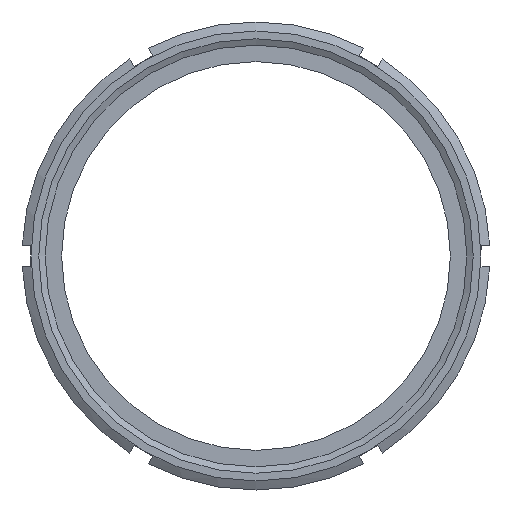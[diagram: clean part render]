
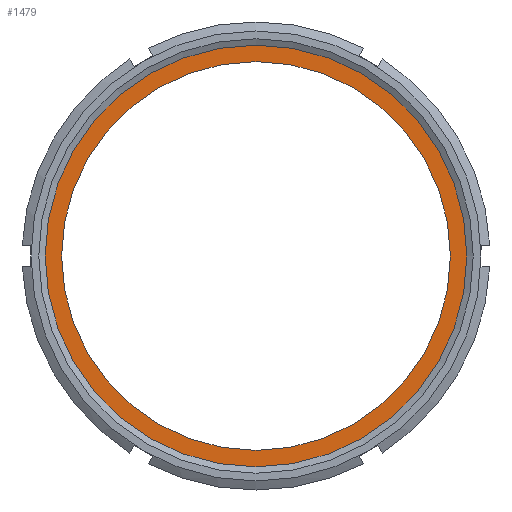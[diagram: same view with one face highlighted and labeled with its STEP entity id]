
A CAD part, left-side view. The second image highlights one B-rep face of the part: STEP entity #1479.
In plain terms, the highlighted planar face has unit normal (-1, 0, 0).
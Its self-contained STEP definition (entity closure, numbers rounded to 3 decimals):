
#1437=CARTESIAN_POINT('',(-6.,108.0,0.0));
#1438=VERTEX_POINT('',#1437);
#1439=CARTESIAN_POINT('',(-6.,0.0,0.0));
#1440=DIRECTION('',(1.0,0.0,0.0));
#1441=DIRECTION('',(0.0,1.0,0.0));
#1442=AXIS2_PLACEMENT_3D('',#1439,#1440,#1441);
#1443=CIRCLE('',#1442,108.0);
#1444=EDGE_CURVE('',#1438,#1438,#1443,.T.);
#1460=CARTESIAN_POINT('',(-6.,114.1,0.0));
#1461=DIRECTION('',(-1.0,0.0,0.0));
#1462=DIRECTION('',(0.0,0.0,1.0));
#1463=AXIS2_PLACEMENT_3D('',#1460,#1461,#1462);
#1464=PLANE('',#1463);
#1465=CARTESIAN_POINT('',(-6.,120.2,0.0));
#1466=VERTEX_POINT('',#1465);
#1467=CARTESIAN_POINT('',(-6.,0.0,0.0));
#1468=DIRECTION('',(1.0,0.0,0.0));
#1469=DIRECTION('',(0.0,1.0,0.0));
#1470=AXIS2_PLACEMENT_3D('',#1467,#1468,#1469);
#1471=CIRCLE('',#1470,120.2);
#1472=EDGE_CURVE('',#1466,#1466,#1471,.T.);
#1473=ORIENTED_EDGE('',*,*,#1472,.F.);
#1474=EDGE_LOOP('',(#1473));
#1475=FACE_OUTER_BOUND('',#1474,.T.);
#1476=ORIENTED_EDGE('',*,*,#1444,.T.);
#1477=EDGE_LOOP('',(#1476));
#1478=FACE_BOUND('',#1477,.T.);
#1479=ADVANCED_FACE('',(#1475,#1478),#1464,.T.);
